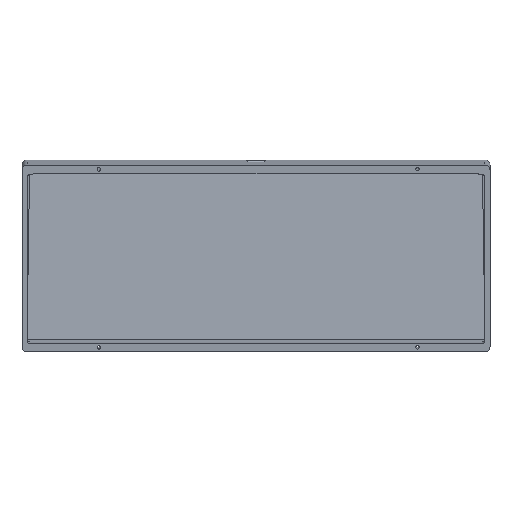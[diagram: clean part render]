
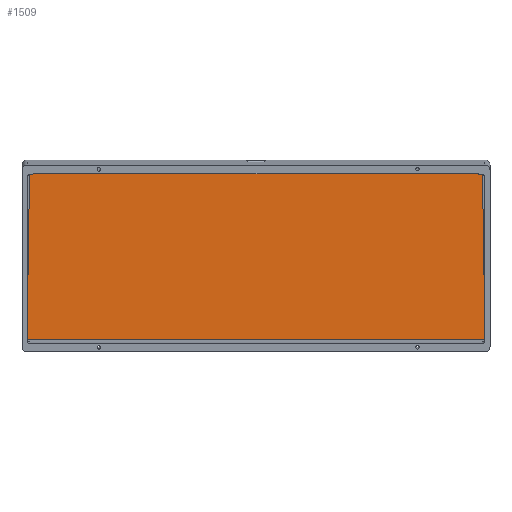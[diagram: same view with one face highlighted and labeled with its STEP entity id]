
A CAD part, top view. The second image highlights one B-rep face of the part: STEP entity #1509.
In plain terms, the highlighted planar face has unit normal (0, 0, 1).
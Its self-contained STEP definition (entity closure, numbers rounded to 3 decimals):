
#64=PLANE('',#1649);
#127=FACE_OUTER_BOUND('',#216,.T.);
#216=EDGE_LOOP('',(#1229,#1230,#1231,#1232,#1233,#1234,#1235,#1236));
#276=ELLIPSE('',#1637,2.03,2.);
#277=ELLIPSE('',#1640,2.015,2.);
#280=ELLIPSE('',#1647,2.015,2.);
#281=ELLIPSE('',#1650,2.03,2.);
#346=LINE('',#2215,#495);
#429=LINE('',#2455,#578);
#430=LINE('',#2457,#579);
#431=LINE('',#2459,#580);
#495=VECTOR('',#1759,10.);
#578=VECTOR('',#1990,10.);
#579=VECTOR('',#1993,10.);
#580=VECTOR('',#1994,10.);
#647=VERTEX_POINT('',#2212);
#648=VERTEX_POINT('',#2214);
#723=VERTEX_POINT('',#2428);
#725=VERTEX_POINT('',#2435);
#726=VERTEX_POINT('',#2437);
#728=VERTEX_POINT('',#2445);
#731=VERTEX_POINT('',#2451);
#732=VERTEX_POINT('',#2458);
#800=EDGE_CURVE('',#648,#647,#346,.T.);
#906=EDGE_CURVE('',#647,#723,#276,.T.);
#910=EDGE_CURVE('',#726,#725,#277,.T.);
#918=EDGE_CURVE('',#728,#731,#280,.T.);
#919=EDGE_CURVE('',#725,#728,#429,.T.);
#920=EDGE_CURVE('',#723,#726,#430,.T.);
#921=EDGE_CURVE('',#731,#732,#431,.T.);
#922=EDGE_CURVE('',#732,#648,#281,.T.);
#1229=ORIENTED_EDGE('',*,*,#800,.T.);
#1230=ORIENTED_EDGE('',*,*,#906,.T.);
#1231=ORIENTED_EDGE('',*,*,#920,.T.);
#1232=ORIENTED_EDGE('',*,*,#910,.T.);
#1233=ORIENTED_EDGE('',*,*,#919,.T.);
#1234=ORIENTED_EDGE('',*,*,#918,.T.);
#1235=ORIENTED_EDGE('',*,*,#921,.T.);
#1236=ORIENTED_EDGE('',*,*,#922,.T.);
#1509=ADVANCED_FACE('',(#127),#64,.F.);
#1637=AXIS2_PLACEMENT_3D('',#2430,#1961,#1962);
#1640=AXIS2_PLACEMENT_3D('',#2438,#1969,#1970);
#1647=AXIS2_PLACEMENT_3D('',#2453,#1986,#1987);
#1649=AXIS2_PLACEMENT_3D('',#2456,#1991,#1992);
#1650=AXIS2_PLACEMENT_3D('',#2460,#1995,#1996);
#1759=DIRECTION('',(-1.,0.,0.));
#1961=DIRECTION('center_axis',(0.,0.,
1.));
#1962=DIRECTION('ref_axis',(-0.707,0.707,0.));
#1969=DIRECTION('center_axis',(0.,0.,
1.));
#1970=DIRECTION('ref_axis',(0.,-1.,0.));
#1986=DIRECTION('center_axis',(0.,0.,
1.));
#1987=DIRECTION('ref_axis',(0.,-1.,0.));
#1990=DIRECTION('',(1.,0.,0.));
#1991=DIRECTION('center_axis',(0.,0.,
-1.));
#1992=DIRECTION('ref_axis',(-1.,0.,0.));
#1993=DIRECTION('',(0.,-1.,0.));
#1994=DIRECTION('',(0.,1.,0.));
#1995=DIRECTION('center_axis',(0.,0.,
1.));
#1996=DIRECTION('ref_axis',(0.707,0.707,0.));
#2212=CARTESIAN_POINT('',(1.11,-9.27,3.223));
#2214=CARTESIAN_POINT('',(270.252,-9.27,3.223));
#2215=CARTESIAN_POINT('',(272.238,-9.27,3.223));
#2428=CARTESIAN_POINT('',(-0.875,-11.255,3.223));
#2430=CARTESIAN_POINT('Origin',(1.14,-11.285,3.223));
#2435=CARTESIAN_POINT('',(-0.845,-110.58,3.223));
#2437=CARTESIAN_POINT('',(-0.875,-110.233,3.223));
#2438=CARTESIAN_POINT('Origin',(1.125,-110.233,3.223));
#2445=CARTESIAN_POINT('',(272.208,-110.58,3.223));
#2451=CARTESIAN_POINT('',(272.238,-110.233,3.223));
#2453=CARTESIAN_POINT('Origin',(270.238,-110.233,3.223));
#2455=CARTESIAN_POINT('',(135.681,-110.58,3.223));
#2456=CARTESIAN_POINT('Origin',(135.681,-60.221,3.223));
#2457=CARTESIAN_POINT('',(-0.875,-9.27,3.223));
#2458=CARTESIAN_POINT('',(272.238,-11.255,3.223));
#2459=CARTESIAN_POINT('',(272.238,-111.074,3.223));
#2460=CARTESIAN_POINT('Origin',(270.222,-11.285,3.223));
